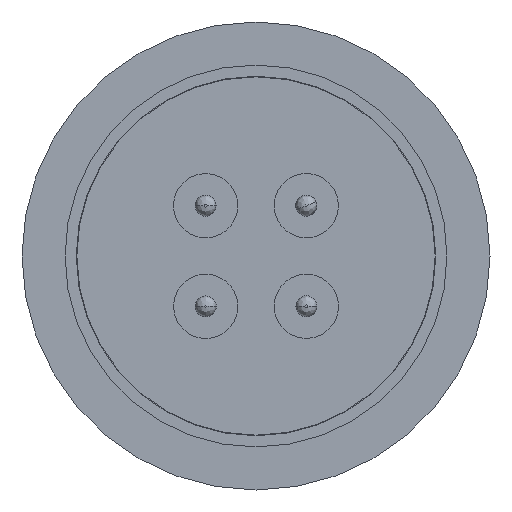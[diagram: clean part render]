
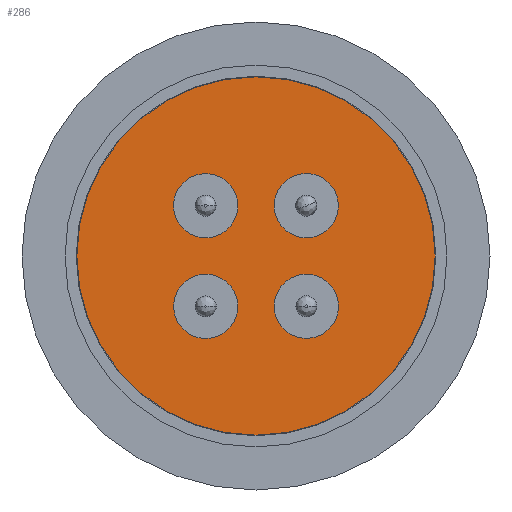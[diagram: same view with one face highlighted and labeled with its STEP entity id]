
A CAD part, front view. The second image highlights one B-rep face of the part: STEP entity #286.
In plain terms, the highlighted planar face has unit normal (0, -1, 0).
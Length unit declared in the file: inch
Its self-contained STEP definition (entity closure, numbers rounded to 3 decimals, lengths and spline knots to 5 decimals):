
#91 = EDGE_CURVE ( 'NONE', #1487, #1388, #4403, .T. ) ;
#92 = EDGE_CURVE ( 'NONE', #1488, #1490, #4400, .T. ) ;
#95 = EDGE_CURVE ( 'NONE', #1486, #1421, #4396, .T. ) ;
#101 = EDGE_CURVE ( 'NONE', #1382, #1515, #4584, .T. ) ;
#102 = EDGE_CURVE ( 'NONE', #1385, #1322, #4488, .T. ) ;
#286 = ADVANCED_FACE ( 'NONE', ( #5092, #5084, #5088, #5085, #5090 ), #3346, .F. ) ;
#349 = DIRECTION ( 'NONE',  ( 0., 0., -1. ) ) ;
#350 = DIRECTION ( 'NONE',  ( 0., -1., 0. ) ) ;
#351 = CARTESIAN_POINT ( 'NONE',  ( 0.13428, 0.39565, 0.13442 ) ) ;
#365 = DIRECTION ( 'NONE',  ( 0., 0., -1. ) ) ;
#366 = DIRECTION ( 'NONE',  ( 0., -1., 0. ) ) ;
#367 = CARTESIAN_POINT ( 'NONE',  ( -0.13428, 0.39565, -0.13442 ) ) ;
#378 = DIRECTION ( 'NONE',  ( 0., 0., -1. ) ) ;
#379 = DIRECTION ( 'NONE',  ( 0., -1., 0. ) ) ;
#380 = CARTESIAN_POINT ( 'NONE',  ( -0.13442, 0.39565, 0.13428 ) ) ;
#1023 = EDGE_LOOP ( 'NONE', ( #1148, #1149 ) ) ;
#1030 = EDGE_LOOP ( 'NONE', ( #1152, #1153 ) ) ;
#1034 = EDGE_LOOP ( 'NONE', ( #1150, #1151 ) ) ;
#1035 = EDGE_LOOP ( 'NONE', ( #1154, #1155 ) ) ;
#1036 = EDGE_LOOP ( 'NONE', ( #1156, #1157 ) ) ;
#1148 = ORIENTED_EDGE ( 'NONE', *, *, #3847, .F. ) ;
#1149 = ORIENTED_EDGE ( 'NONE', *, *, #95, .F. ) ;
#1150 = ORIENTED_EDGE ( 'NONE', *, *, #2068, .F. ) ;
#1151 = ORIENTED_EDGE ( 'NONE', *, *, #92, .F. ) ;
#1152 = ORIENTED_EDGE ( 'NONE', *, *, #91, .F. ) ;
#1153 = ORIENTED_EDGE ( 'NONE', *, *, #3950, .F. ) ;
#1154 = ORIENTED_EDGE ( 'NONE', *, *, #2076, .F. ) ;
#1155 = ORIENTED_EDGE ( 'NONE', *, *, #101, .F. ) ;
#1156 = ORIENTED_EDGE ( 'NONE', *, *, #2087, .F. ) ;
#1157 = ORIENTED_EDGE ( 'NONE', *, *, #102, .F. ) ;
#1322 = VERTEX_POINT ( 'NONE', #3021 ) ;
#1382 = VERTEX_POINT ( 'NONE', #2954 ) ;
#1385 = VERTEX_POINT ( 'NONE', #2950 ) ;
#1388 = VERTEX_POINT ( 'NONE', #2947 ) ;
#1421 = VERTEX_POINT ( 'NONE', #2910 ) ;
#1486 = VERTEX_POINT ( 'NONE', #2832 ) ;
#1487 = VERTEX_POINT ( 'NONE', #2831 ) ;
#1488 = VERTEX_POINT ( 'NONE', #2830 ) ;
#1490 = VERTEX_POINT ( 'NONE', #2828 ) ;
#1515 = VERTEX_POINT ( 'NONE', #2800 ) ;
#1841 = AXIS2_PLACEMENT_3D ( 'NONE', #1938, #1939, #1940 ) ;
#1915 = AXIS2_PLACEMENT_3D ( 'NONE', #2424, #2425, #2426 ) ;
#1938 = CARTESIAN_POINT ( 'NONE',  ( 0., 0.39565, 0. ) ) ;
#1939 = DIRECTION ( 'NONE',  ( 0., 1., 0. ) ) ;
#1940 = DIRECTION ( 'NONE',  ( 1., 0., 0. ) ) ;
#2036 = AXIS2_PLACEMENT_3D ( 'NONE', #4245, #4244, #4243 ) ;
#2037 = AXIS2_PLACEMENT_3D ( 'NONE', #4248, #4247, #4246 ) ;
#2045 = AXIS2_PLACEMENT_3D ( 'NONE', #4262, #4261, #4260 ) ;
#2068 = EDGE_CURVE ( 'NONE', #1490, #1488, #4962, .T. ) ;
#2076 = EDGE_CURVE ( 'NONE', #1515, #1382, #4960, .T. ) ;
#2087 = EDGE_CURVE ( 'NONE', #1322, #1385, #4945, .T. ) ;
#2100 = AXIS2_PLACEMENT_3D ( 'NONE', #4271, #4270, #4269 ) ;
#2101 = AXIS2_PLACEMENT_3D ( 'NONE', #4276, #4275, #4274 ) ;
#2197 = AXIS2_PLACEMENT_3D ( 'NONE', #351, #350, #349 ) ;
#2200 = AXIS2_PLACEMENT_3D ( 'NONE', #367, #366, #365 ) ;
#2202 = AXIS2_PLACEMENT_3D ( 'NONE', #380, #379, #378 ) ;
#2264 = AXIS2_PLACEMENT_3D ( 'NONE', #3357, #3355, #3343 ) ;
#2424 = CARTESIAN_POINT ( 'NONE',  ( 0.13442, 0.39565, -0.13428 ) ) ;
#2425 = DIRECTION ( 'NONE',  ( 0., -1., 0. ) ) ;
#2426 = DIRECTION ( 'NONE',  ( 0., 0., -1. ) ) ;
#2800 = CARTESIAN_POINT ( 'NONE',  ( -0.13428, 0.39565, -0.22017 ) ) ;
#2828 = CARTESIAN_POINT ( 'NONE',  ( -0.13442, 0.39565, 0.04853 ) ) ;
#2830 = CARTESIAN_POINT ( 'NONE',  ( -0.13442, 0.39565, 0.22003 ) ) ;
#2831 = CARTESIAN_POINT ( 'NONE',  ( 0.4785, 0.39565, 0. ) ) ;
#2832 = CARTESIAN_POINT ( 'NONE',  ( 0.13442, 0.39565, -0.04853 ) ) ;
#2910 = CARTESIAN_POINT ( 'NONE',  ( 0.13442, 0.39565, -0.22003 ) ) ;
#2947 = CARTESIAN_POINT ( 'NONE',  ( -0.4785, 0.39565, 0. ) ) ;
#2950 = CARTESIAN_POINT ( 'NONE',  ( 0.13428, 0.39565, 0.22017 ) ) ;
#2954 = CARTESIAN_POINT ( 'NONE',  ( -0.13428, 0.39565, -0.04867 ) ) ;
#3021 = CARTESIAN_POINT ( 'NONE',  ( 0.13428, 0.39565, 0.04867 ) ) ;
#3343 = DIRECTION ( 'NONE',  ( -1., 0., 0. ) ) ;
#3346 = PLANE ( 'NONE',  #2264 ) ;
#3355 = DIRECTION ( 'NONE',  ( 0., 1., 0. ) ) ;
#3357 = CARTESIAN_POINT ( 'NONE',  ( 0., 0.39565, 0. ) ) ;
#3847 = EDGE_CURVE ( 'NONE', #1421, #1486, #4802, .T. ) ;
#3950 = EDGE_CURVE ( 'NONE', #1388, #1487, #4664, .T. ) ;
#4243 = DIRECTION ( 'NONE',  ( 0., 0., -1. ) ) ;
#4244 = DIRECTION ( 'NONE',  ( 0., -1., 0. ) ) ;
#4245 = CARTESIAN_POINT ( 'NONE',  ( 0.13428, 0.39565, 0.13442 ) ) ;
#4246 = DIRECTION ( 'NONE',  ( 0., 0., -1. ) ) ;
#4247 = DIRECTION ( 'NONE',  ( 0., -1., 0. ) ) ;
#4248 = CARTESIAN_POINT ( 'NONE',  ( -0.13428, 0.39565, -0.13442 ) ) ;
#4260 = DIRECTION ( 'NONE',  ( 0., 0., -1. ) ) ;
#4261 = DIRECTION ( 'NONE',  ( 0., -1., 0. ) ) ;
#4262 = CARTESIAN_POINT ( 'NONE',  ( 0.13442, 0.39565, -0.13428 ) ) ;
#4269 = DIRECTION ( 'NONE',  ( 0., 0., -1. ) ) ;
#4270 = DIRECTION ( 'NONE',  ( 0., -1., 0. ) ) ;
#4271 = CARTESIAN_POINT ( 'NONE',  ( -0.13442, 0.39565, 0.13428 ) ) ;
#4274 = DIRECTION ( 'NONE',  ( 1., 0., 0. ) ) ;
#4275 = DIRECTION ( 'NONE',  ( 0., 1., 0. ) ) ;
#4276 = CARTESIAN_POINT ( 'NONE',  ( 0., 0.39565, 0. ) ) ;
#4396 = CIRCLE ( 'NONE', #2045, 0.08575 ) ;
#4400 = CIRCLE ( 'NONE', #2100, 0.08575 ) ;
#4403 = CIRCLE ( 'NONE', #2101, 0.4785 ) ;
#4488 = CIRCLE ( 'NONE', #2036, 0.08575 ) ;
#4584 = CIRCLE ( 'NONE', #2037, 0.08575 ) ;
#4664 = CIRCLE ( 'NONE', #1841, 0.4785 ) ;
#4802 = CIRCLE ( 'NONE', #1915, 0.08575 ) ;
#4945 = CIRCLE ( 'NONE', #2197, 0.08575 ) ;
#4960 = CIRCLE ( 'NONE', #2200, 0.08575 ) ;
#4962 = CIRCLE ( 'NONE', #2202, 0.08575 ) ;
#5084 = FACE_BOUND ( 'NONE', #1034, .T. ) ;
#5085 = FACE_BOUND ( 'NONE', #1035, .T. ) ;
#5088 = FACE_OUTER_BOUND ( 'NONE', #1030, .T. ) ;
#5090 = FACE_BOUND ( 'NONE', #1036, .T. ) ;
#5092 = FACE_BOUND ( 'NONE', #1023, .T. ) ;
